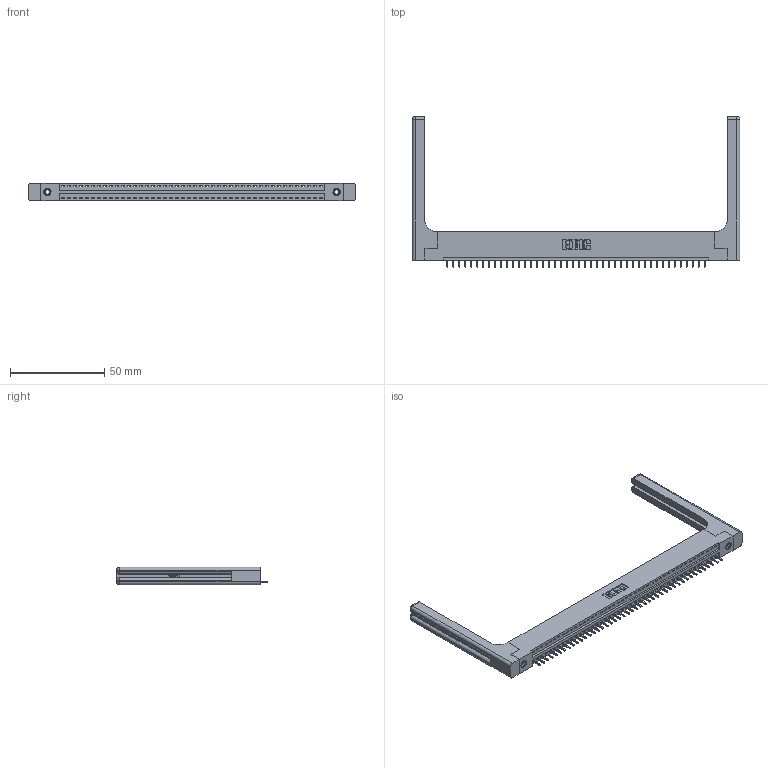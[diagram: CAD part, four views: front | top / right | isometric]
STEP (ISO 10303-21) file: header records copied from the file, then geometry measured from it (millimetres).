
FILE_DESCRIPTION (( 'STEP AP203' ), '1' );
FILE_NAME ('346-044-521-158.STEP', '2022-05-09T16:47:57', ( '' ), ( '' ), 'SwSTEP 2.0', 'SolidWorks 2020', '' );
FILE_SCHEMA (( 'CONFIG_CONTROL_DESIGN' ));
Length unit declared in the file: inch
Products named in the file (5): 346-044-521-158; 346-220-058_345-220-058; 345-292-001_345-293-121; 346 Part_Flush Mounting Lugs - 0.156 Dia-TH; 345-250-001_345-250-001-102
Assembly tree (49 placements, depth 2):
  346-044-521-158
    346 Part_Flush Mounting Lugs - 0.156 Dia-TH
    345-292-001_345-293-121  x44
    345-250-001_345-250-001-102  x2
    346-220-058_345-220-058  x2
Bounding box: 173.76 x 80.01 x 9.4 mm (x, y, z)
Volume: 24021.7 mm3; surface area: 25352.5 mm2
Topology: 49 solids, 49 shells, 2944 faces, 8775 edges, 5770 vertices
Faces by surface type: plane 1998, cylinder 886, bspline 36, cone 12, sphere 8, torus 4
Entity records: 32654 total; most frequent: CARTESIAN_POINT 6579, ORIENTED_EDGE 5352, DIRECTION 4732, EDGE_CURVE 2676, VECTOR 2276, LINE 2276, VERTEX_POINT 1774, AXIS2_PLACEMENT_3D 1228
